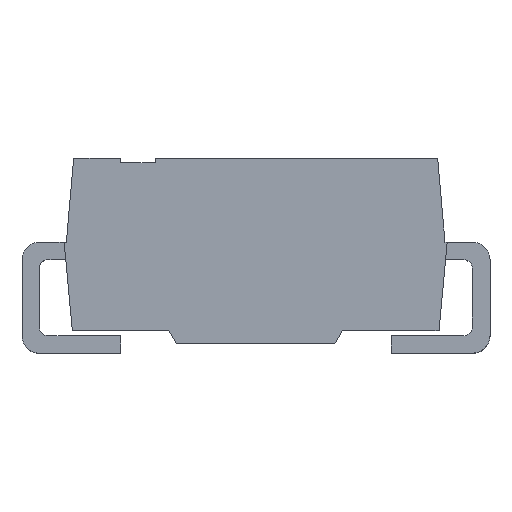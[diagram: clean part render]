
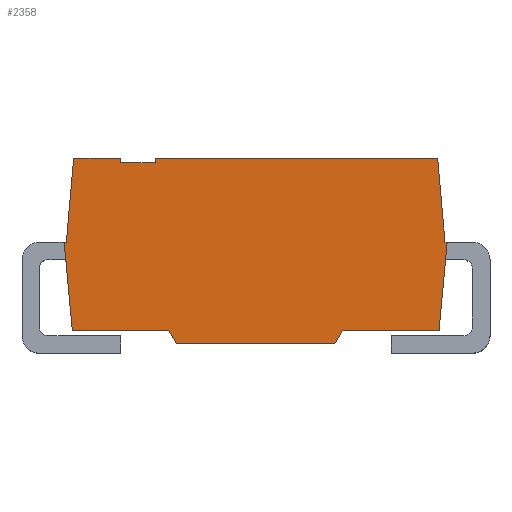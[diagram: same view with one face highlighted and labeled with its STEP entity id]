
A CAD part, top view. The second image highlights one B-rep face of the part: STEP entity #2358.
In plain terms, the highlighted planar face has unit normal (0, 0, 1).
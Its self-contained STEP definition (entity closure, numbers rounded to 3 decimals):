
#316=FACE_OUTER_BOUND('',#444,.T.);
#444=EDGE_LOOP('',(#2078,#2079,#2080,#2081,#2082,#2083,#2084,#2085,#2086,
#2087,#2088,#2089,#2090,#2091,#2092,#2093));
#465=LINE('',#2906,#697);
#467=LINE('',#2912,#699);
#470=LINE('',#2917,#702);
#485=LINE('',#2947,#717);
#608=LINE('',#4203,#840);
#642=LINE('',#4289,#874);
#644=LINE('',#4292,#876);
#646=LINE('',#4297,#878);
#648=LINE('',#4301,#880);
#650=LINE('',#4305,#882);
#652=LINE('',#4309,#884);
#654=LINE('',#4312,#886);
#656=LINE('',#4317,#888);
#657=LINE('',#4320,#889);
#658=LINE('',#4322,#890);
#659=LINE('',#4323,#891);
#697=VECTOR('',#2488,10.);
#699=VECTOR('',#2492,10.);
#702=VECTOR('',#2497,10.);
#717=VECTOR('',#2516,1000.);
#840=VECTOR('',#2695,1000.);
#874=VECTOR('',#2777,1000.);
#876=VECTOR('',#2781,1000.);
#878=VECTOR('',#2785,1000.);
#880=VECTOR('',#2789,1000.);
#882=VECTOR('',#2793,1000.);
#884=VECTOR('',#2797,1000.);
#886=VECTOR('',#2801,1000.);
#888=VECTOR('',#2807,1000.);
#889=VECTOR('',#2810,1000.);
#890=VECTOR('',#2811,1000.);
#891=VECTOR('',#2812,1000.);
#927=VERTEX_POINT('',#2900);
#929=VERTEX_POINT('',#2904);
#930=VERTEX_POINT('',#2908);
#932=VERTEX_POINT('',#2911);
#946=VERTEX_POINT('',#2946);
#1091=VERTEX_POINT('',#4201);
#1118=VERTEX_POINT('',#4286);
#1119=VERTEX_POINT('',#4288);
#1120=VERTEX_POINT('',#4294);
#1121=VERTEX_POINT('',#4296);
#1122=VERTEX_POINT('',#4300);
#1123=VERTEX_POINT('',#4304);
#1124=VERTEX_POINT('',#4308);
#1125=VERTEX_POINT('',#4315);
#1126=VERTEX_POINT('',#4319);
#1127=VERTEX_POINT('',#4321);
#1157=EDGE_CURVE('',#927,#929,#465,.T.);
#1159=EDGE_CURVE('',#932,#930,#467,.T.);
#1162=EDGE_CURVE('',#929,#932,#470,.T.);
#1177=EDGE_CURVE('',#946,#927,#485,.T.);
#1396=EDGE_CURVE('',#930,#1091,#608,.T.);
#1438=EDGE_CURVE('',#1119,#1118,#642,.T.);
#1440=EDGE_CURVE('',#1091,#1119,#644,.T.);
#1442=EDGE_CURVE('',#1121,#1120,#646,.T.);
#1444=EDGE_CURVE('',#1122,#1121,#648,.T.);
#1446=EDGE_CURVE('',#1123,#1122,#650,.T.);
#1448=EDGE_CURVE('',#1124,#1123,#652,.T.);
#1450=EDGE_CURVE('',#1118,#1124,#654,.T.);
#1452=EDGE_CURVE('',#1120,#1125,#656,.T.);
#1453=EDGE_CURVE('',#1125,#1126,#657,.T.);
#1454=EDGE_CURVE('',#1126,#1127,#658,.T.);
#1455=EDGE_CURVE('',#1127,#946,#659,.T.);
#2078=ORIENTED_EDGE('',*,*,#1159,.T.);
#2079=ORIENTED_EDGE('',*,*,#1396,.T.);
#2080=ORIENTED_EDGE('',*,*,#1440,.T.);
#2081=ORIENTED_EDGE('',*,*,#1438,.T.);
#2082=ORIENTED_EDGE('',*,*,#1450,.T.);
#2083=ORIENTED_EDGE('',*,*,#1448,.T.);
#2084=ORIENTED_EDGE('',*,*,#1446,.T.);
#2085=ORIENTED_EDGE('',*,*,#1444,.T.);
#2086=ORIENTED_EDGE('',*,*,#1442,.T.);
#2087=ORIENTED_EDGE('',*,*,#1452,.T.);
#2088=ORIENTED_EDGE('',*,*,#1453,.T.);
#2089=ORIENTED_EDGE('',*,*,#1454,.T.);
#2090=ORIENTED_EDGE('',*,*,#1455,.T.);
#2091=ORIENTED_EDGE('',*,*,#1177,.T.);
#2092=ORIENTED_EDGE('',*,*,#1157,.T.);
#2093=ORIENTED_EDGE('',*,*,#1162,.T.);
#2239=PLANE('',#2455);
#2358=ADVANCED_FACE('',(#316),#2239,.T.);
#2455=AXIS2_PLACEMENT_3D('',#4318,#2808,#2809);
#2488=DIRECTION('',(0.,-1.,0.));
#2492=DIRECTION('',(0.,1.,0.));
#2497=DIRECTION('',(-1.,0.,0.));
#2516=DIRECTION('',(-1.,0.,0.));
#2695=DIRECTION('',(-1.,0.,0.));
#2777=DIRECTION('',(-1.,0.,0.));
#2781=DIRECTION('',(-0.087,-0.996,0.));
#2785=DIRECTION('',(0.5,0.866,0.));
#2789=DIRECTION('',(1.,0.,0.));
#2793=DIRECTION('',(0.5,-0.866,0.));
#2797=DIRECTION('',(1.,0.,0.));
#2801=DIRECTION('',(0.092,-0.996,0.));
#2807=DIRECTION('',(1.,0.,0.));
#2808=DIRECTION('center_axis',(0.,0.,1.));
#2809=DIRECTION('ref_axis',(1.,0.,0.));
#2810=DIRECTION('',(0.092,0.996,0.));
#2811=DIRECTION('',(-1.,0.,0.));
#2812=DIRECTION('',(-0.087,0.996,0.));
#2900=CARTESIAN_POINT('',(-14.281,7.037,1.778));
#2904=CARTESIAN_POINT('',(-14.281,6.987,1.778));
#2906=CARTESIAN_POINT('',(-14.281,6.046,1.778));
#2908=CARTESIAN_POINT('',(-14.68,7.037,1.778));
#2911=CARTESIAN_POINT('',(-14.68,6.987,1.778));
#2912=CARTESIAN_POINT('',(-14.68,6.046,1.778));
#2917=CARTESIAN_POINT('',(-14.859,6.987,1.778));
#2946=CARTESIAN_POINT('',(-11.022,7.037,1.778));
#2947=CARTESIAN_POINT('',(-15.222,7.037,1.778));
#4201=CARTESIAN_POINT('',(-15.222,7.037,1.778));
#4203=CARTESIAN_POINT('',(-15.222,7.037,1.778));
#4286=CARTESIAN_POINT('',(-15.332,6.072,1.778));
#4288=CARTESIAN_POINT('',(-15.307,6.072,1.778));
#4289=CARTESIAN_POINT('',(-15.332,6.072,1.778));
#4292=CARTESIAN_POINT('',(-15.307,6.072,1.778));
#4294=CARTESIAN_POINT('',(-12.119,5.056,1.778));
#4296=CARTESIAN_POINT('',(-12.207,4.904,1.778));
#4297=CARTESIAN_POINT('',(-12.207,4.904,1.778));
#4300=CARTESIAN_POINT('',(-14.037,4.904,1.778));
#4301=CARTESIAN_POINT('',(-14.037,4.904,1.778));
#4304=CARTESIAN_POINT('',(-14.125,5.056,1.778));
#4305=CARTESIAN_POINT('',(-14.125,5.056,1.778));
#4308=CARTESIAN_POINT('',(-15.238,5.056,1.778));
#4309=CARTESIAN_POINT('',(-15.238,5.056,1.778));
#4312=CARTESIAN_POINT('',(-15.332,6.072,1.778));
#4315=CARTESIAN_POINT('',(-11.007,5.056,1.778));
#4317=CARTESIAN_POINT('',(-12.119,5.056,1.778));
#4318=CARTESIAN_POINT('Origin',(-15.238,5.056,1.778));
#4319=CARTESIAN_POINT('',(-10.912,6.072,1.778));
#4320=CARTESIAN_POINT('',(-11.007,5.056,1.778));
#4321=CARTESIAN_POINT('',(-10.938,6.072,1.778));
#4322=CARTESIAN_POINT('',(-10.938,6.072,1.778));
#4323=CARTESIAN_POINT('',(-11.022,7.037,1.778));
